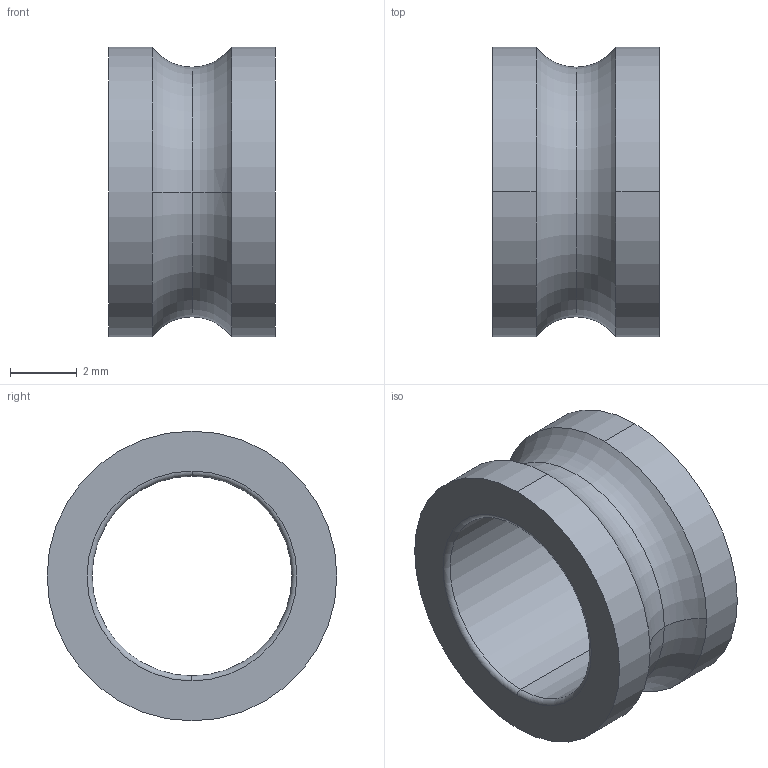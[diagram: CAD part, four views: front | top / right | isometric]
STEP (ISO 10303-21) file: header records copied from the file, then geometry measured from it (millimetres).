
FILE_DESCRIPTION (( 'STEP AP203' ), '1' );
FILE_NAME ('bearing_696-zz_1_02.stp_Default_sldprt.STEP', '2023-11-21T15:01:00', ( '' ), ( '' ), 'SwSTEP 2.0', 'SolidWorks 2020', '' );
FILE_SCHEMA (( 'CONFIG_CONTROL_DESIGN' ));
Length unit declared in the file: millimetre
Products named in the file (1): bearing_696-zz_1_02.stp_Default_sldprt
Bounding box: 5 x 8.7 x 8.7 mm (x, y, z)
Volume: 129.7 mm3; surface area: 294.4 mm2
Topology: 1 solids, 1 shells, 16 faces, 36 edges, 22 vertices
Faces by surface type: torus 8, cylinder 6, plane 2
Entity records: 543 total; most frequent: DIRECTION 100, CARTESIAN_POINT 75, ORIENTED_EDGE 72, AXIS2_PLACEMENT_3D 47, EDGE_CURVE 36, CIRCLE 30, VERTEX_POINT 22, EDGE_LOOP 18
